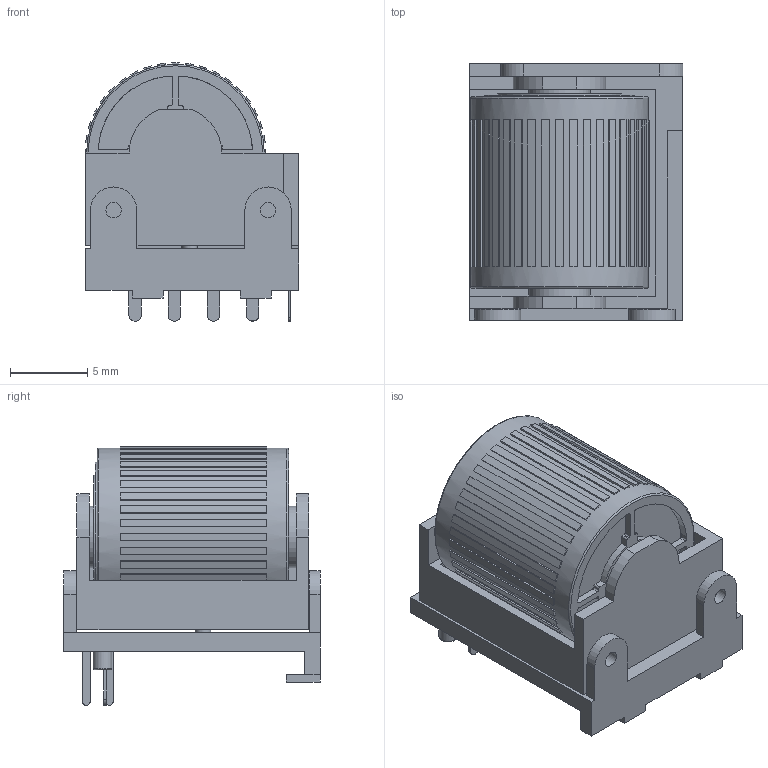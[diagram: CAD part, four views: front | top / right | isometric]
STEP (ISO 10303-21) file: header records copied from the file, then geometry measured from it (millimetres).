
FILE_DESCRIPTION(('HOOPS Exchange Step'),'2;1');
FILE_NAME('temp_export','2023-07-17T19:44:57+09:30',('mobile'),('Shapr3D Limited'),'HOOPS Exchange 2022.2','Shapr3D','Authorized');
FILE_SCHEMA( ('AUTOMOTIVE_DESIGN { 1 0 10303 214 1 1 1 1 }') );
Length unit declared in the file: millimetre
Products named in the file (14): Plastic:1; Barrel in:1; Cap:1; Barrel out:1; Leg (1):1; housing:1; Leg (2):1; Leg (3):1; Plastic (1):1; Leg:1; Leg (4):1; Leg (5):1; RollerEncoder:1; root
Assembly tree (13 placements, depth 3):
  root
    RollerEncoder:1
      Plastic:1
      Barrel in:1
      Cap:1
      Barrel out:1
      Leg (1):1
      housing:1
      Leg (2):1
      Leg (3):1
      Plastic (1):1
      Leg:1
      Leg (4):1
      Leg (5):1
Bounding box: 13.85 x 16.6 x 16.75 mm (x, y, z)
Volume: 2057 mm3; surface area: 3563.5 mm2
Topology: 12 solids, 12 shells, 406 faces, 1025 edges, 682 vertices
Faces by surface type: plane 343, cylinder 60, torus 3
Full cylindrical faces by diameter (mm): 1 x5, 1.2 x1, 4 x2, 9.7 x1, 10 x2, 11.5 x1
Entity records: 12521 total; most frequent: CARTESIAN_POINT 2139, DIRECTION 2082, ORIENTED_EDGE 2050, EDGE_CURVE 1025, VECTOR 804, LINE 804, VERTEX_POINT 682, AXIS2_PLACEMENT_3D 639
